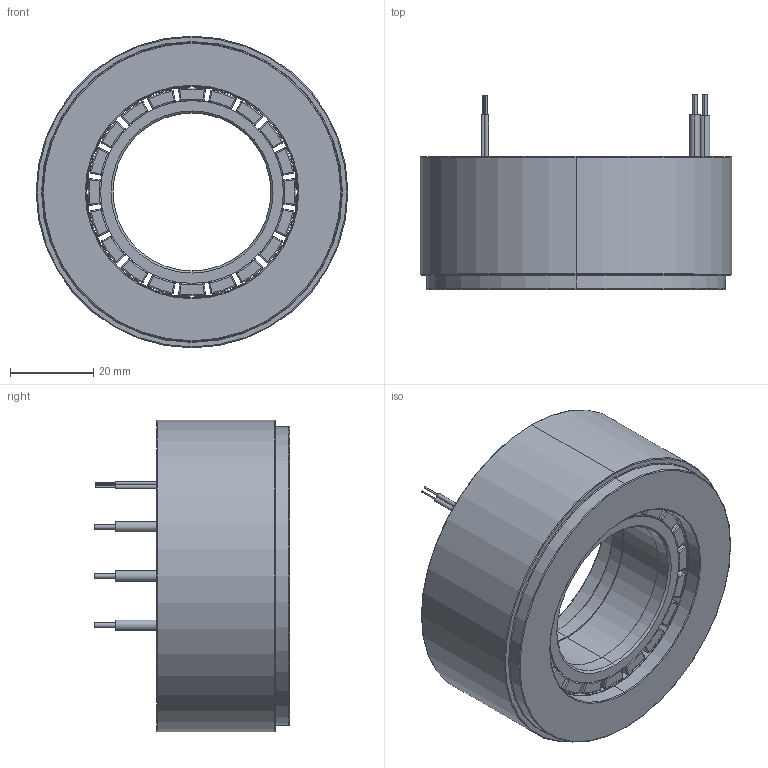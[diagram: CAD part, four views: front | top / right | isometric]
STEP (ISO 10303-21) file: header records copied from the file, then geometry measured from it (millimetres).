
FILE_DESCRIPTION (( 'STEP AP214' ), '1' );
FILE_NAME ('FMI852001.STEP', '2019-02-05T10:15:20', ( '' ), ( '' ), 'SwSTEP 2.0', 'SolidWorks 2017', '' );
FILE_SCHEMA (( 'AUTOMOTIVE_DESIGN' ));
Length unit declared in the file: millimetre
Products named in the file (9): Compound85_儣; Wire85_儣; Isolation85-NTC_Brown; Isolation85-NTC_Blue; 枟蝂鼏85; rotor85; Isolation85-1_0; FMI852001; Sensor NTC^FMI852001_.
Assembly tree (31 placements, depth 2):
  FMI852001
    Compound85_儣
    Wire85_儣  x3
    Sensor NTC^FMI852001_.
    rotor85
    枟蝂鼏85  x20
    Isolation85-1_0  x3
    Isolation85-NTC_Blue
    Isolation85-NTC_Brown
Bounding box: 75 x 47 x 75 mm (x, y, z)
Volume: 90207.3 mm3; surface area: 31695.4 mm2
Topology: 32 solids, 32 shells, 653 faces, 1416 edges, 672 vertices
Faces by surface type: cylinder 288, sphere 160, plane 109, torus 92, cone 4
Entity records: 3204 total; most frequent: DIRECTION 600, CARTESIAN_POINT 445, ORIENTED_EDGE 388, AXIS2_PLACEMENT_3D 271, EDGE_CURVE 194, CIRCLE 136, VERTEX_POINT 116, EDGE_LOOP 116
